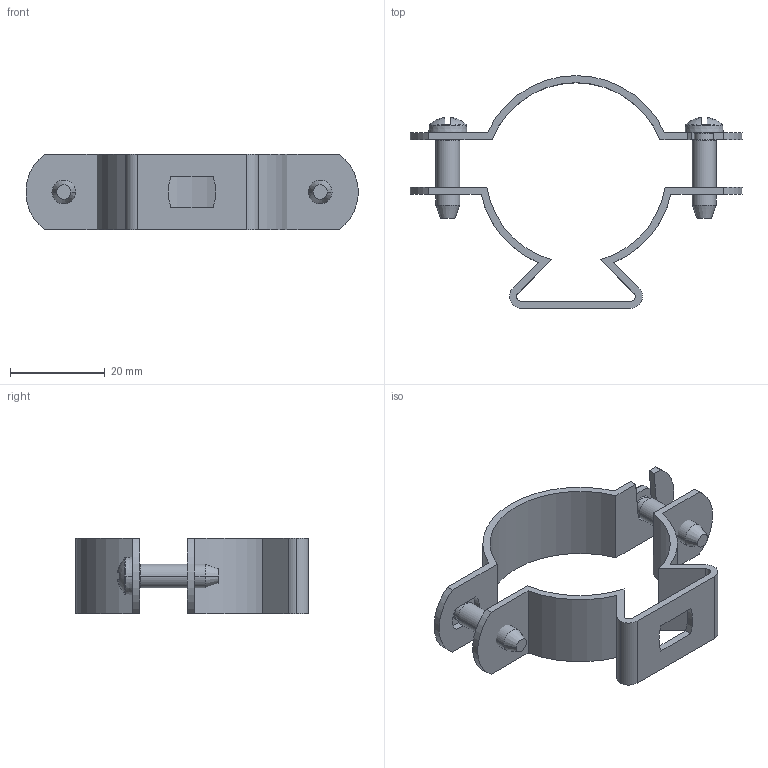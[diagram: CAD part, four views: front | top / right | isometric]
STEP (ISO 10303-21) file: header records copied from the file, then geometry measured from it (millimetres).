
FILE_DESCRIPTION((''),'2;1');
FILE_NAME('1361384_ASM','2014-01-27T',('AndreasKeweloh'),(''),'PRO/ENGINEER BY PARAMETRIC TECHNOLOGY CORPORATION, 2012360','PRO/ENGINEER BY PARAMETRIC TECHNOLOGY CORPORATION, 2012360','');
FILE_SCHEMA(('CONFIG_CONTROL_DESIGN'));
Length unit declared in the file: millimetre
Products named in the file (4): 1361384_1; 1361384_02; 1361384_1_M5_X_18; 1361384_ASM
Assembly tree (4 placements, depth 2):
  1361384_ASM
    1361384_1
    1361384_02
    1361384_1_M5_X_18  x2
Bounding box: 69.93 x 49 x 16 mm (x, y, z)
Volume: 5272.6 mm3; surface area: 7615.4 mm2
Topology: 4 solids, 4 shells, 161 faces, 409 edges, 256 vertices
Faces by surface type: plane 91, cylinder 34, cone 20, torus 12, sphere 4
Entity records: 3425 total; most frequent: CARTESIAN_POINT 646, DIRECTION 601, ORIENTED_EDGE 546, EDGE_CURVE 273, AXIS2_PLACEMENT_3D 234, VERTEX_POINT 175, VECTOR 133, LINE 133
